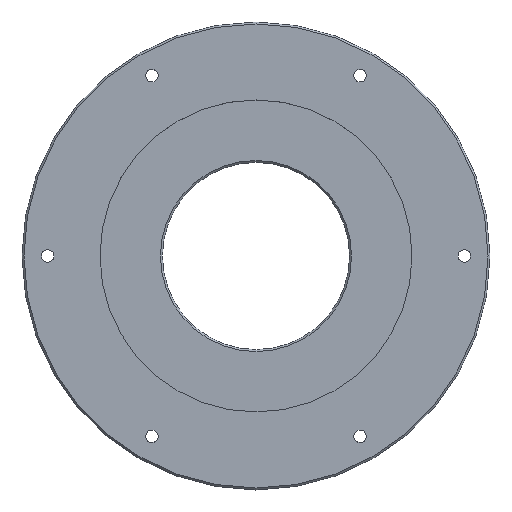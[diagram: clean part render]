
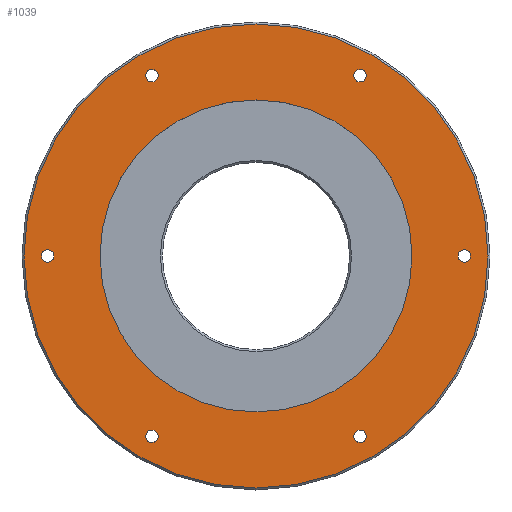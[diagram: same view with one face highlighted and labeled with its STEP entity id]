
A CAD part, top view. The second image highlights one B-rep face of the part: STEP entity #1039.
In plain terms, the highlighted planar face has unit normal (0, 0, 1).
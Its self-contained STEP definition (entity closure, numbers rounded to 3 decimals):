
#63=PLANE('',#1181);
#414=ORIENTED_EDGE('',*,*,#551,.F.);
#415=ORIENTED_EDGE('',*,*,#550,.T.);
#416=ORIENTED_EDGE('',*,*,#549,.T.);
#417=ORIENTED_EDGE('',*,*,#548,.T.);
#418=ORIENTED_EDGE('',*,*,#547,.T.);
#419=ORIENTED_EDGE('',*,*,#546,.T.);
#420=ORIENTED_EDGE('',*,*,#545,.T.);
#421=ORIENTED_EDGE('',*,*,#544,.T.);
#544=EDGE_CURVE('',#640,#640,#705,.T.);
#545=EDGE_CURVE('',#641,#641,#706,.T.);
#546=EDGE_CURVE('',#642,#642,#707,.T.);
#547=EDGE_CURVE('',#643,#643,#708,.T.);
#548=EDGE_CURVE('',#644,#644,#709,.T.);
#549=EDGE_CURVE('',#645,#645,#710,.T.);
#550=EDGE_CURVE('',#646,#646,#711,.F.);
#551=EDGE_CURVE('',#647,#647,#712,.F.);
#640=VERTEX_POINT('',#1773);
#641=VERTEX_POINT('',#1776);
#642=VERTEX_POINT('',#1779);
#643=VERTEX_POINT('',#1782);
#644=VERTEX_POINT('',#1785);
#645=VERTEX_POINT('',#1788);
#646=VERTEX_POINT('',#1791);
#647=VERTEX_POINT('',#1794);
#705=CIRCLE('',#1168,0.8);
#706=CIRCLE('',#1170,0.8);
#707=CIRCLE('',#1172,0.8);
#708=CIRCLE('',#1174,0.8);
#709=CIRCLE('',#1176,0.8);
#710=CIRCLE('',#1178,0.8);
#711=CIRCLE('',#1180,29.75);
#712=CIRCLE('',#1182,20.);
#817=EDGE_LOOP('',(#414));
#818=EDGE_LOOP('',(#415));
#819=EDGE_LOOP('',(#416));
#820=EDGE_LOOP('',(#417));
#821=EDGE_LOOP('',(#418));
#822=EDGE_LOOP('',(#419));
#823=EDGE_LOOP('',(#420));
#824=EDGE_LOOP('',(#421));
#935=FACE_BOUND('',#817,.T.);
#936=FACE_BOUND('',#818,.T.);
#937=FACE_BOUND('',#819,.T.);
#938=FACE_BOUND('',#820,.T.);
#939=FACE_BOUND('',#821,.T.);
#940=FACE_BOUND('',#822,.T.);
#941=FACE_BOUND('',#823,.T.);
#942=FACE_BOUND('',#824,.T.);
#1039=ADVANCED_FACE('',(#935,#936,#937,#938,#939,#940,#941,#942),#63,.F.);
#1168=AXIS2_PLACEMENT_3D('',#1772,#1470,#1471);
#1170=AXIS2_PLACEMENT_3D('',#1775,#1474,#1475);
#1172=AXIS2_PLACEMENT_3D('',#1778,#1478,#1479);
#1174=AXIS2_PLACEMENT_3D('',#1781,#1482,#1483);
#1176=AXIS2_PLACEMENT_3D('',#1784,#1486,#1487);
#1178=AXIS2_PLACEMENT_3D('',#1787,#1490,#1491);
#1180=AXIS2_PLACEMENT_3D('',#1790,#1494,#1495);
#1181=AXIS2_PLACEMENT_3D('',#1792,#1496,#1497);
#1182=AXIS2_PLACEMENT_3D('',#1793,#1498,#1499);
#1470=DIRECTION('',(0.,0.,-1.));
#1471=DIRECTION('',(-0.866,-0.5,0.));
#1474=DIRECTION('',(0.,0.,-1.));
#1475=DIRECTION('',(-0.866,0.5,0.));
#1478=DIRECTION('',(0.,0.,-1.));
#1479=DIRECTION('',(0.,1.,0.));
#1482=DIRECTION('',(0.,0.,-1.));
#1483=DIRECTION('',(0.,1.,0.));
#1486=DIRECTION('',(0.,0.,-1.));
#1487=DIRECTION('',(0.,1.,0.));
#1490=DIRECTION('',(0.,0.,-1.));
#1491=DIRECTION('',(1.,0.,0.));
#1494=DIRECTION('',(0.,0.,-1.));
#1495=DIRECTION('',(0.,1.,0.));
#1496=DIRECTION('',(0.,0.,-1.));
#1497=DIRECTION('',(-0.131,0.991,0.));
#1498=DIRECTION('',(0.,0.,-1.));
#1499=DIRECTION('',(0.,1.,0.));
#1772=CARTESIAN_POINT('',(-13.351,23.122,0.));
#1773=CARTESIAN_POINT('',(-14.044,22.722,0.));
#1775=CARTESIAN_POINT('',(13.349,23.123,0.));
#1776=CARTESIAN_POINT('',(12.656,23.523,0.));
#1778=CARTESIAN_POINT('',(26.7,0.001,0.));
#1779=CARTESIAN_POINT('',(26.7,0.801,0.));
#1781=CARTESIAN_POINT('',(13.351,-23.122,0.));
#1782=CARTESIAN_POINT('',(13.351,-22.322,0.));
#1784=CARTESIAN_POINT('',(-13.349,-23.123,0.));
#1785=CARTESIAN_POINT('',(-13.349,-22.323,0.));
#1787=CARTESIAN_POINT('',(-26.7,-0.001,0.));
#1788=CARTESIAN_POINT('',(-25.9,-0.001,0.));
#1790=CARTESIAN_POINT('',(0.,-0.002,0.));
#1791=CARTESIAN_POINT('',(0.,29.748,0.));
#1792=CARTESIAN_POINT('',(198.456,-113.065,0.));
#1793=CARTESIAN_POINT('',(0.,0.,0.));
#1794=CARTESIAN_POINT('',(0.,20.,0.));
